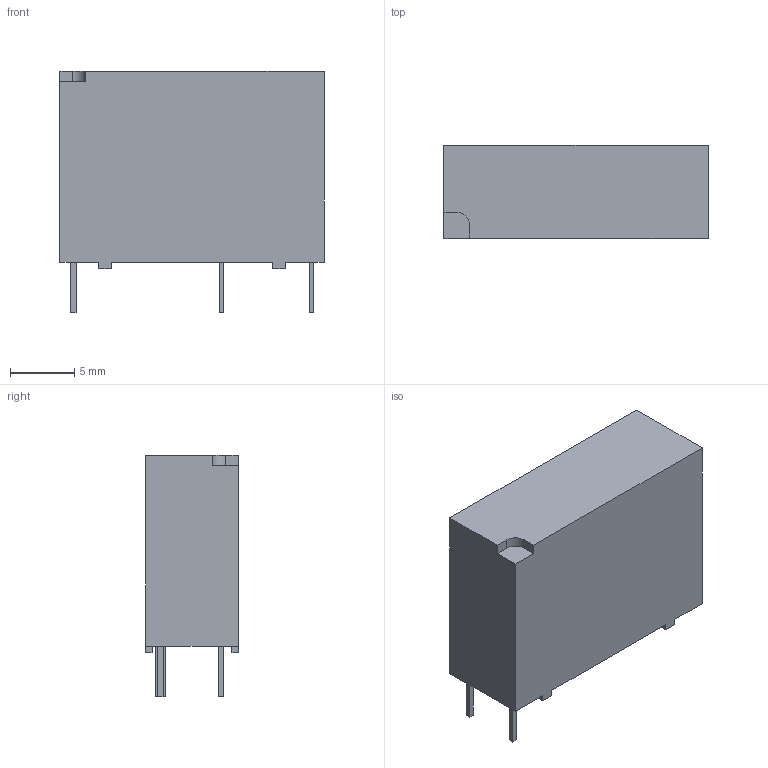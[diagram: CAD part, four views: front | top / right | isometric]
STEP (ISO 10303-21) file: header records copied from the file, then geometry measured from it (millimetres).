
FILE_DESCRIPTION(/* description */ (''),/* implementation_level */ '2;1');
FILE_NAME(/* name */ 'G5NB-1A-E-RELAY-SPST-1COIL v4.step',/* time_stamp */ '2022-07-01T14:57:41-07:00',/* author */ (''),/* organization */ (''),/* preprocessor_version */ 'ST-DEVELOPER v19',/* originating_system */ 'Autodesk Translation Framework v11.7.0.108',/* authorisation */ '');
FILE_SCHEMA (('AUTOMOTIVE_DESIGN { 1 0 10303 214 3 1 1 }'));
Length unit declared in the file: millimetre
Products named in the file (1): G5NB-1A-E-RELAY-SPST-1COIL
Bounding box: 20.5 x 7.2 x 18.7 mm (x, y, z)
Volume: 2185.7 mm3; surface area: 1152.4 mm2
Topology: 5 solids, 5 shells, 50 faces, 120 edges, 80 vertices
Faces by surface type: plane 49, cylinder 1
Entity records: 1469 total; most frequent: CARTESIAN_POINT 251, ORIENTED_EDGE 240, DIRECTION 224, EDGE_CURVE 120, LINE 118, VECTOR 118, VERTEX_POINT 80, AXIS2_PLACEMENT_3D 53
